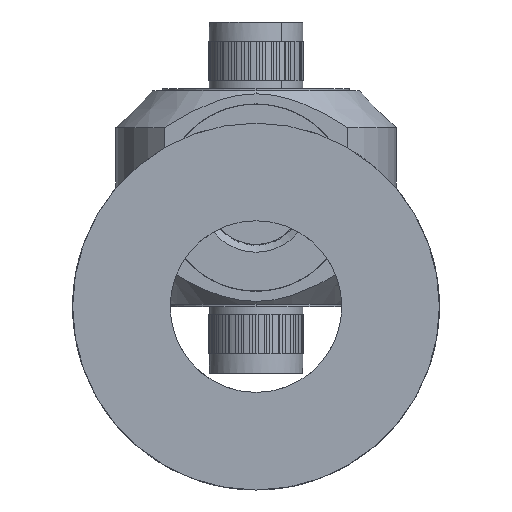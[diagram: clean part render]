
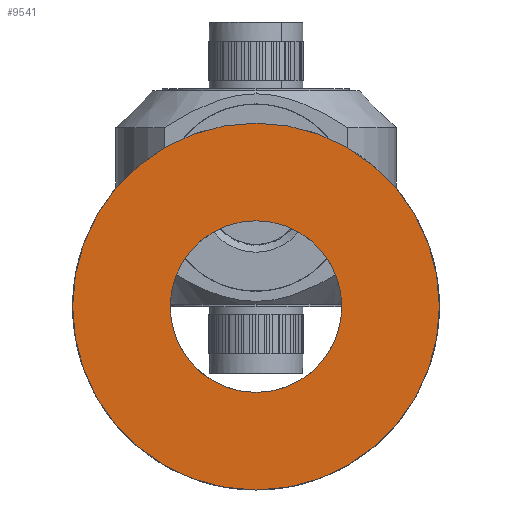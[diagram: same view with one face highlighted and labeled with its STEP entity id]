
A CAD part, left-side view. The second image highlights one B-rep face of the part: STEP entity #9541.
In plain terms, the highlighted face is planar.
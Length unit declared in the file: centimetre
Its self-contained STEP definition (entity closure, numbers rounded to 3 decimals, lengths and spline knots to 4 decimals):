
#2085=PLANE('',#10130);
#2507=VERTEX_POINT('',#14006);
#2539=VERTEX_POINT('',#14277);
#3391=CIRCLE('',#10108,1.1);
#3397=CIRCLE('',#10129,2.35);
#3961=EDGE_CURVE('',#2507,#2507,#3391,.T.);
#4007=EDGE_CURVE('',#2539,#2539,#3397,.T.);
#5504=ORIENTED_EDGE('',*,*,#3961,.T.);
#5505=ORIENTED_EDGE('',*,*,#4007,.F.);
#8338=EDGE_LOOP('',(#5504));
#8339=EDGE_LOOP('',(#5505));
#8943=FACE_BOUND('',#8338,.T.);
#8944=FACE_BOUND('',#8339,.T.);
#9541=ADVANCED_FACE('',(#8943,#8944),#2085,.T.);
#10108=AXIS2_PLACEMENT_3D('',#14005,#11267,#11268);
#10129=AXIS2_PLACEMENT_3D('',#14276,#11321,#11322);
#10130=AXIS2_PLACEMENT_3D('',#14278,#11323,$);
#11267=DIRECTION('',(0.,0.,-1.));
#11268=DIRECTION('',(1.1,0.,0.));
#11321=DIRECTION('',(0.,0.,-1.));
#11322=DIRECTION('',(2.35,0.,0.));
#11323=DIRECTION('',(0.,0.,1.));
#14005=CARTESIAN_POINT('',(0.,0.,4.75));
#14006=CARTESIAN_POINT('',(-1.1,0.,4.75));
#14276=CARTESIAN_POINT('',(0.,0.,4.75));
#14277=CARTESIAN_POINT('',(2.35,0.,4.75));
#14278=CARTESIAN_POINT('',(0.,0.,4.75));
